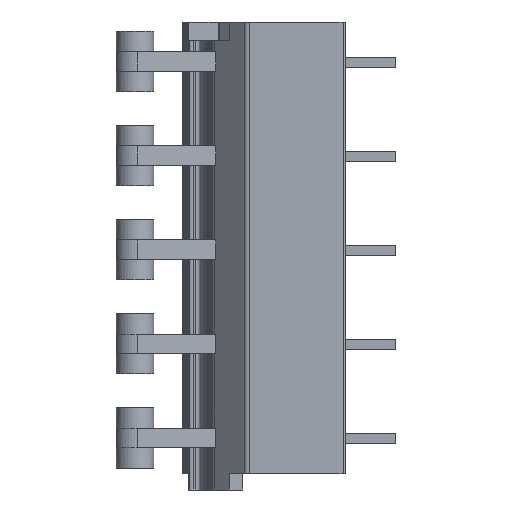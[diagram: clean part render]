
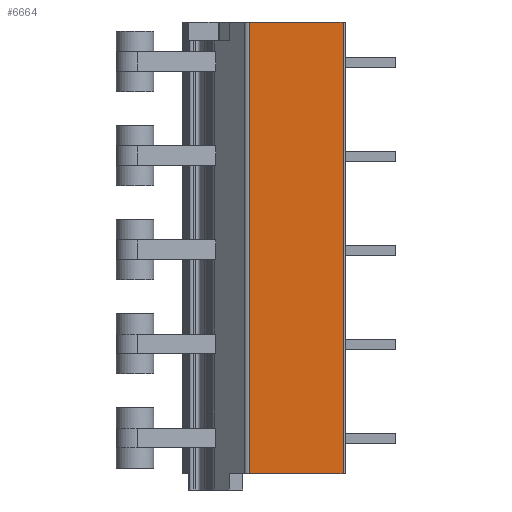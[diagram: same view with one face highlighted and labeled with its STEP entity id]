
A CAD part, left-side view. The second image highlights one B-rep face of the part: STEP entity #6664.
In plain terms, the highlighted planar face has unit normal (-1, 0, 0).
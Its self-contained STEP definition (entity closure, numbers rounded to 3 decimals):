
#30=DIRECTION('',(0.,-1.,0.));
#31=VECTOR('',#30,7.471);
#32=CARTESIAN_POINT('',(0.,7.671,-32.8));
#33=LINE('',#32,#31);
#310=DIRECTION('',(0.,-1.,0.));
#311=VECTOR('',#310,7.471);
#312=CARTESIAN_POINT('',(0.,7.671,3.2));
#313=LINE('',#312,#311);
#419=DIRECTION('',(0.,0.,1.));
#420=VECTOR('',#419,36.);
#421=CARTESIAN_POINT('',(0.,7.671,-32.8));
#422=LINE('',#421,#420);
#423=DIRECTION('',(0.,0.,1.));
#424=VECTOR('',#423,36.);
#425=CARTESIAN_POINT('',(0.,0.2,-32.8));
#426=LINE('',#425,#424);
#5088=CARTESIAN_POINT('',(0.,7.671,-32.8));
#5090=VERTEX_POINT('',#5088);
#5091=CARTESIAN_POINT('',(0.,0.2,-32.8));
#5092=VERTEX_POINT('',#5091);
#5208=CARTESIAN_POINT('',(0.,7.671,3.2));
#5210=VERTEX_POINT('',#5208);
#5211=CARTESIAN_POINT('',(0.,0.2,3.2));
#5212=VERTEX_POINT('',#5211);
#6652=CARTESIAN_POINT('',(0.,7.671,-32.8));
#6653=DIRECTION('',(-1.,0.,0.));
#6654=DIRECTION('',(0.,-1.,0.));
#6655=AXIS2_PLACEMENT_3D('',#6652,#6653,#6654);
#6656=PLANE('',#6655);
#6657=ORIENTED_EDGE('',*,*,#6646,.T.);
#6658=ORIENTED_EDGE('',*,*,#6556,.T.);
#6660=ORIENTED_EDGE('',*,*,#6659,.F.);
#6661=ORIENTED_EDGE('',*,*,#6356,.F.);
#6662=EDGE_LOOP('',(#6657,#6658,#6660,#6661));
#6663=FACE_OUTER_BOUND('',#6662,.F.);
#6664=ADVANCED_FACE('',(#6663),#6656,.T.);
#6356=EDGE_CURVE('',#5090,#5092,#33,.T.);
#6556=EDGE_CURVE('',#5210,#5212,#313,.T.);
#6646=EDGE_CURVE('',#5090,#5210,#422,.T.);
#6659=EDGE_CURVE('',#5092,#5212,#426,.T.);
